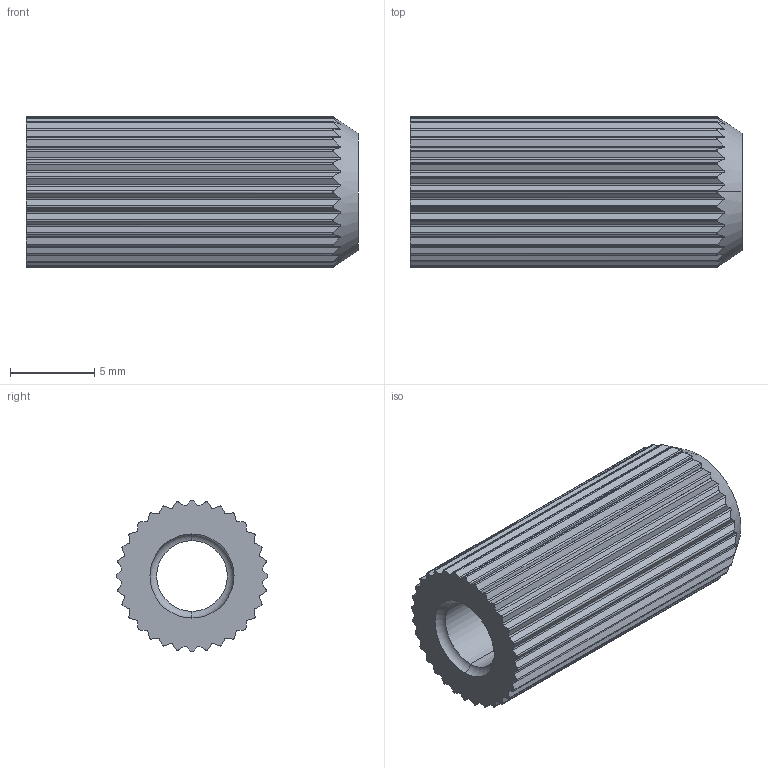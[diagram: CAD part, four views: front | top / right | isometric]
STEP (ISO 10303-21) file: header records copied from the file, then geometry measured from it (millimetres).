
FILE_DESCRIPTION (( 'STEP AP214' ), '1' );
FILE_NAME ('Carriage - Zeroing Cranck Knob.STEP', '2025-07-06T08:34:46', ( '' ), ( '' ), 'SwSTEP 2.0', 'SolidWorks 2025', '' );
FILE_SCHEMA (( 'AUTOMOTIVE_DESIGN' ));
Length unit declared in the file: millimetre
Products named in the file (1): Carriage - Zeroing Cranck Knob
Bounding box: 19.75 x 9 x 9 mm (x, y, z)
Volume: 857 mm3; surface area: 1004.2 mm2
Topology: 1 solids, 1 shells, 154 faces, 448 edges, 297 vertices
Faces by surface type: cylinder 83, plane 67, torus 2, cone 2
Entity records: 6301 total; most frequent: CARTESIAN_POINT 2382, ORIENTED_EDGE 896, DIRECTION 709, EDGE_CURVE 448, VERTEX_POINT 297, AXIS2_PLACEMENT_3D 248, VECTOR 213, LINE 213
